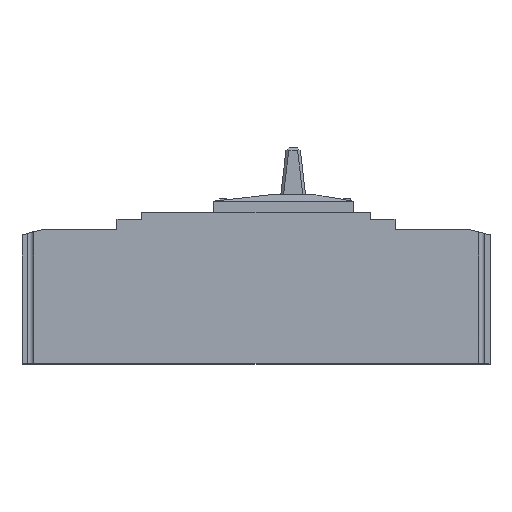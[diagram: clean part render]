
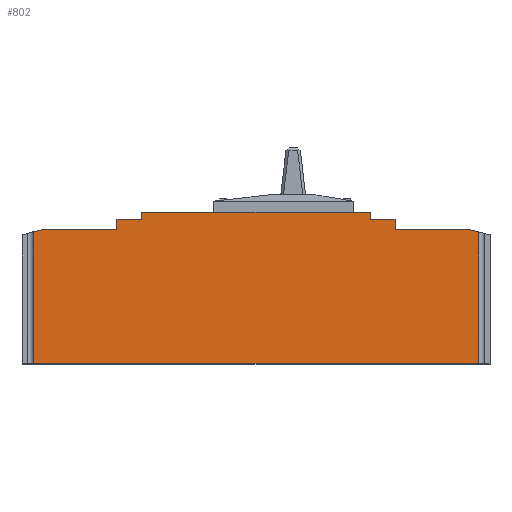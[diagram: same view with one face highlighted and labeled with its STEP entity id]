
A CAD part, top view. The second image highlights one B-rep face of the part: STEP entity #802.
In plain terms, the highlighted planar face has unit normal (0, 0, 1).
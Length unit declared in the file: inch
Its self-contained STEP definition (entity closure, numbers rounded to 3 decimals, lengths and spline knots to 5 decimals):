
#205 = EDGE_CURVE ( 'NONE', #38919, #12713, #9138, .T. ) ;
#338 = ORIENTED_EDGE ( 'NONE', *, *, #25091, .F. ) ;
#802 = ADVANCED_FACE ( 'NONE', ( #17840 ), #17638, .T. ) ;
#1054 = CARTESIAN_POINT ( 'NONE',  ( 3.97638, 4.13386, 2.75591 ) ) ;
#1197 = VERTEX_POINT ( 'NONE', #24870 ) ;
#1367 = EDGE_CURVE ( 'NONE', #7872, #29903, #19793, .T. ) ;
#1861 = ORIENTED_EDGE ( 'NONE', *, *, #14494, .F. ) ;
#2172 = DIRECTION ( 'NONE',  ( 0., 0., 1. ) ) ;
#2240 = VECTOR ( 'NONE', #11072, 39.37008 ) ;
#3154 = DIRECTION ( 'NONE',  ( 1., 0., 0. ) ) ;
#3761 = VECTOR ( 'NONE', #7600, 39.37008 ) ;
#4073 = DIRECTION ( 'NONE',  ( 0.968, 0.253, 0. ) ) ;
#4665 = CARTESIAN_POINT ( 'NONE',  ( 6.36323, 0., 2.75591 ) ) ;
#4994 = DIRECTION ( 'NONE',  ( 0., -1., 0. ) ) ;
#5330 = CARTESIAN_POINT ( 'NONE',  ( 6.36323, 3.77041, 2.75591 ) ) ;
#5412 = EDGE_CURVE ( 'NONE', #19963, #1197, #19923, .T. ) ;
#5440 = EDGE_CURVE ( 'NONE', #12713, #33725, #20123, .T. ) ;
#5608 = ORIENTED_EDGE ( 'NONE', *, *, #10310, .F. ) ;
#5997 = VECTOR ( 'NONE', #4073, 39.37008 ) ;
#6107 = DIRECTION ( 'NONE',  ( 0., 1., 0. ) ) ;
#7600 = DIRECTION ( 'NONE',  ( 0., 1., 0. ) ) ;
#7829 = CARTESIAN_POINT ( 'NONE',  ( 6.69291, 0., 2.75591 ) ) ;
#7872 = VERTEX_POINT ( 'NONE', #10403 ) ;
#8746 = ORIENTED_EDGE ( 'NONE', *, *, #14883, .F. ) ;
#9056 = CARTESIAN_POINT ( 'NONE',  ( -3.26772, 4.33071, 2.75591 ) ) ;
#9138 = LINE ( 'NONE', #21555, #22569 ) ;
#9286 = ORIENTED_EDGE ( 'NONE', *, *, #31296, .F. ) ;
#9519 = CARTESIAN_POINT ( 'NONE',  ( -6.36323, 3.77041, 2.75591 ) ) ;
#9584 = ORIENTED_EDGE ( 'NONE', *, *, #16430, .F. ) ;
#10121 = VECTOR ( 'NONE', #3154, 39.37008 ) ;
#10310 = EDGE_CURVE ( 'NONE', #33725, #11997, #18537, .T. ) ;
#10403 = CARTESIAN_POINT ( 'NONE',  ( 3.97638, 4.13386, 2.75591 ) ) ;
#10600 = ORIENTED_EDGE ( 'NONE', *, *, #14840, .F. ) ;
#10775 = CARTESIAN_POINT ( 'NONE',  ( -6.69291, 3.68425, 2.75591 ) ) ;
#11072 = DIRECTION ( 'NONE',  ( -1., 0., 0. ) ) ;
#11334 = CARTESIAN_POINT ( 'NONE',  ( -3.97638, 3.83858, 2.75591 ) ) ;
#11997 = VERTEX_POINT ( 'NONE', #9056 ) ;
#12211 = CARTESIAN_POINT ( 'NONE',  ( -3.26772, 4.13386, 2.75591 ) ) ;
#12713 = VERTEX_POINT ( 'NONE', #36618 ) ;
#13366 = DIRECTION ( 'NONE',  ( 0.968, -0.253, 0. ) ) ;
#14280 = CARTESIAN_POINT ( 'NONE',  ( -6.36323, 0., 2.75591 ) ) ;
#14494 = EDGE_CURVE ( 'NONE', #26000, #19963, #29657, .T. ) ;
#14840 = EDGE_CURVE ( 'NONE', #29903, #26000, #18619, .T. ) ;
#14883 = EDGE_CURVE ( 'NONE', #11997, #24406, #34871, .T. ) ;
#14905 = LINE ( 'NONE', #21035, #17593 ) ;
#15144 = ORIENTED_EDGE ( 'NONE', *, *, #205, .F. ) ;
#15675 = ORIENTED_EDGE ( 'NONE', *, *, #1367, .F. ) ;
#16430 = EDGE_CURVE ( 'NONE', #17627, #31714, #26112, .T. ) ;
#16829 = CARTESIAN_POINT ( 'NONE',  ( 3.97638, 3.83858, 2.75591 ) ) ;
#17082 = DIRECTION ( 'NONE',  ( 1., 0., 0. ) ) ;
#17593 = VECTOR ( 'NONE', #4994, 39.37008 ) ;
#17627 = VERTEX_POINT ( 'NONE', #36393 ) ;
#17633 = VECTOR ( 'NONE', #17082, 39.37008 ) ;
#17638 = PLANE ( 'NONE',  #30704 ) ;
#17840 = FACE_OUTER_BOUND ( 'NONE', #29841, .T. ) ;
#17933 = ORIENTED_EDGE ( 'NONE', *, *, #5412, .F. ) ;
#18099 = ORIENTED_EDGE ( 'NONE', *, *, #33692, .F. ) ;
#18537 = LINE ( 'NONE', #12211, #18900 ) ;
#18561 = CARTESIAN_POINT ( 'NONE',  ( -6.10236, 3.83858, 2.75591 ) ) ;
#18619 = LINE ( 'NONE', #27591, #10121 ) ;
#18791 = CARTESIAN_POINT ( 'NONE',  ( 3.26772, 4.33071, 2.75591 ) ) ;
#18900 = VECTOR ( 'NONE', #33780, 39.37008 ) ;
#19550 = VERTEX_POINT ( 'NONE', #30628 ) ;
#19793 = LINE ( 'NONE', #1054, #39164 ) ;
#19923 = LINE ( 'NONE', #4665, #38395 ) ;
#19963 = VERTEX_POINT ( 'NONE', #5330 ) ;
#20123 = LINE ( 'NONE', #32734, #17633 ) ;
#21035 = CARTESIAN_POINT ( 'NONE',  ( 3.26772, 4.33071, 2.75591 ) ) ;
#21555 = CARTESIAN_POINT ( 'NONE',  ( -3.97638, 3.83858, 2.75591 ) ) ;
#22086 = LINE ( 'NONE', #28600, #35666 ) ;
#22569 = VECTOR ( 'NONE', #6107, 39.37008 ) ;
#22678 = CARTESIAN_POINT ( 'NONE',  ( -3.26772, 4.33071, 2.75591 ) ) ;
#23116 = VECTOR ( 'NONE', #32440, 39.37008 ) ;
#23839 = VECTOR ( 'NONE', #13366, 39.37008 ) ;
#24406 = VERTEX_POINT ( 'NONE', #18791 ) ;
#24870 = CARTESIAN_POINT ( 'NONE',  ( 6.36323, 0., 2.75591 ) ) ;
#25091 = EDGE_CURVE ( 'NONE', #27518, #38919, #22086, .T. ) ;
#25568 = DIRECTION ( 'NONE',  ( 1., 0., 0. ) ) ;
#26000 = VERTEX_POINT ( 'NONE', #33271 ) ;
#26092 = ORIENTED_EDGE ( 'NONE', *, *, #29059, .F. ) ;
#26112 = LINE ( 'NONE', #14280, #3761 ) ;
#26149 = LINE ( 'NONE', #7829, #2240 ) ;
#26221 = VECTOR ( 'NONE', #27787, 39.37008 ) ;
#26956 = CARTESIAN_POINT ( 'NONE',  ( -3.26772, 4.13386, 2.75591 ) ) ;
#27192 = CARTESIAN_POINT ( 'NONE',  ( 3.26772, 4.13386, 2.75591 ) ) ;
#27283 = ORIENTED_EDGE ( 'NONE', *, *, #32205, .F. ) ;
#27518 = VERTEX_POINT ( 'NONE', #18561 ) ;
#27591 = CARTESIAN_POINT ( 'NONE',  ( 3.97638, 3.83858, 2.75591 ) ) ;
#27787 = DIRECTION ( 'NONE',  ( 1., 0., 0. ) ) ;
#28600 = CARTESIAN_POINT ( 'NONE',  ( -6.10236, 3.83858, 2.75591 ) ) ;
#29059 = EDGE_CURVE ( 'NONE', #31714, #27518, #32753, .T. ) ;
#29488 = DIRECTION ( 'NONE',  ( 0., -1., 0. ) ) ;
#29657 = LINE ( 'NONE', #32293, #23839 ) ;
#29841 = EDGE_LOOP ( 'NONE', ( #9584, #9286, #17933, #1861, #10600, #15675, #27283, #18099, #8746, #5608, #36271, #15144, #338, #26092 ) ) ;
#29903 = VERTEX_POINT ( 'NONE', #16829 ) ;
#30040 = CARTESIAN_POINT ( 'NONE',  ( 0., 0., 2.75591 ) ) ;
#30628 = CARTESIAN_POINT ( 'NONE',  ( 3.26772, 4.13386, 2.75591 ) ) ;
#30704 = AXIS2_PLACEMENT_3D ( 'NONE', #30040, #2172, #39191 ) ;
#31296 = EDGE_CURVE ( 'NONE', #1197, #17627, #26149, .T. ) ;
#31714 = VERTEX_POINT ( 'NONE', #9519 ) ;
#32205 = EDGE_CURVE ( 'NONE', #19550, #7872, #36736, .T. ) ;
#32293 = CARTESIAN_POINT ( 'NONE',  ( 6.10236, 3.83858, 2.75591 ) ) ;
#32440 = DIRECTION ( 'NONE',  ( 1., 0., 0. ) ) ;
#32734 = CARTESIAN_POINT ( 'NONE',  ( -3.97638, 4.13386, 2.75591 ) ) ;
#32753 = LINE ( 'NONE', #10775, #5997 ) ;
#33271 = CARTESIAN_POINT ( 'NONE',  ( 6.10236, 3.83858, 2.75591 ) ) ;
#33692 = EDGE_CURVE ( 'NONE', #24406, #19550, #14905, .T. ) ;
#33725 = VERTEX_POINT ( 'NONE', #26956 ) ;
#33780 = DIRECTION ( 'NONE',  ( 0., 1., 0. ) ) ;
#34406 = DIRECTION ( 'NONE',  ( 0., -1., 0. ) ) ;
#34871 = LINE ( 'NONE', #22678, #23116 ) ;
#35666 = VECTOR ( 'NONE', #25568, 39.37008 ) ;
#36271 = ORIENTED_EDGE ( 'NONE', *, *, #5440, .F. ) ;
#36393 = CARTESIAN_POINT ( 'NONE',  ( -6.36323, 0., 2.75591 ) ) ;
#36618 = CARTESIAN_POINT ( 'NONE',  ( -3.97638, 4.13386, 2.75591 ) ) ;
#36736 = LINE ( 'NONE', #27192, #26221 ) ;
#38395 = VECTOR ( 'NONE', #29488, 39.37008 ) ;
#38919 = VERTEX_POINT ( 'NONE', #11334 ) ;
#39164 = VECTOR ( 'NONE', #34406, 39.37008 ) ;
#39191 = DIRECTION ( 'NONE',  ( 1., 0., 0. ) ) ;
